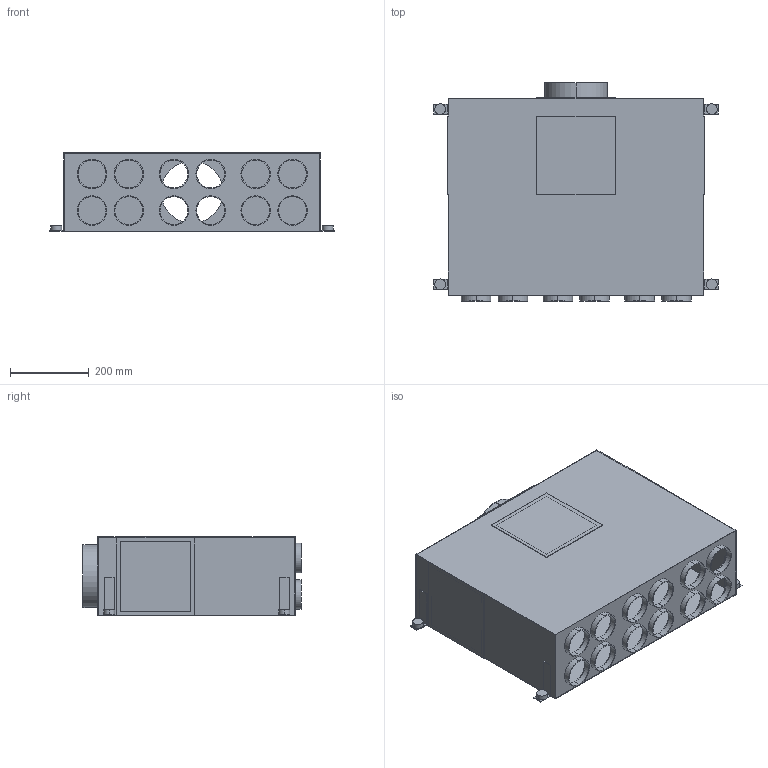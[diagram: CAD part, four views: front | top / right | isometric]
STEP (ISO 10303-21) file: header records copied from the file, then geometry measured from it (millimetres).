
FILE_DESCRIPTION(('Creo Elements/Direct Modeling STEP Export'),'2;1');
FILE_NAME('KALV-75-160-12.stp','2021-03-05T11:04:32',(''),(''),'PTC Creo Elements/Direct Modeling STEP processor for AP214 (Solid Model)','PTC Creo Elements/Direct Modeling 19.0C 15-Aug-2015 (C) Parametric Technology GmbH','');
FILE_SCHEMA(('AUTOMOTIVE_DESIGN { 1 0 10303 214 1 1 1 1 }'));
Length unit declared in the file: millimetre
Products named in the file (1): KALV-75-160-12
Bounding box: 723 x 554.2 x 201.5 mm (x, y, z)
Volume: 1314184.1 mm3; surface area: 2220518 mm2
Topology: 1 solids, 1 shells, 168 faces, 408 edges, 266 vertices
Faces by surface type: plane 108, cylinder 60
Entity records: 4674 total; most frequent: ORIENTED_EDGE 816, CARTESIAN_POINT 779, DIRECTION 754, EDGE_CURVE 408, VECTOR 272, LINE 272, VERTEX_POINT 266, AXIS2_PLACEMENT_3D 241
